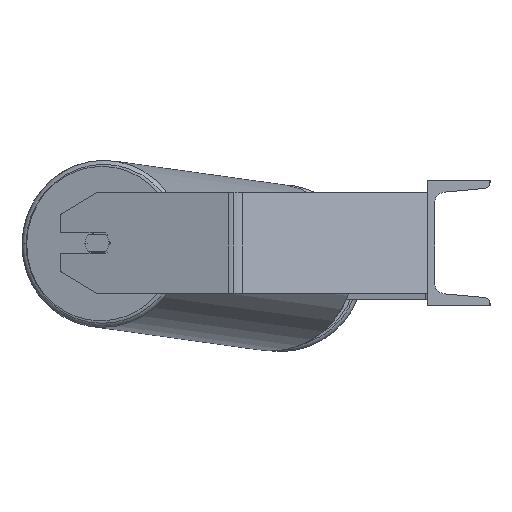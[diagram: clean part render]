
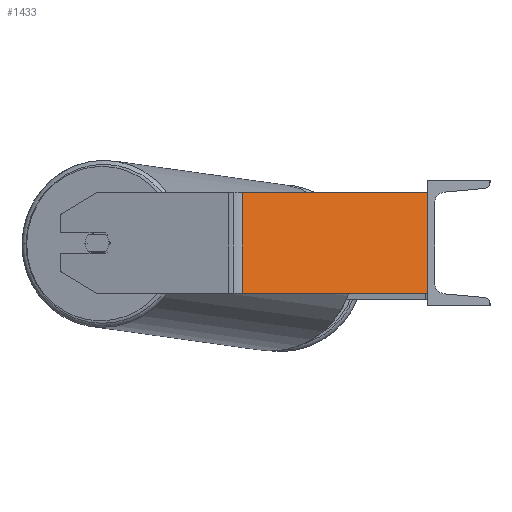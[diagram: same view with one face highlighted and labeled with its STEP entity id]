
A CAD part, left-side view. The second image highlights one B-rep face of the part: STEP entity #1433.
In plain terms, the highlighted planar face has unit normal (-0.906, -0.423, 0).
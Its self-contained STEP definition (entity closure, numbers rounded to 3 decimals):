
#134 = EDGE_LOOP ( 'NONE', ( #7692, #6380, #5448, #8797 ) ) ;
#152 = PLANE ( 'NONE',  #4267 ) ;
#281 = DIRECTION ( 'NONE',  ( 0.423, -0.906, 0. ) ) ;
#485 = EDGE_CURVE ( 'NONE', #7421, #6670, #1341, .T. ) ;
#998 = DIRECTION ( 'NONE',  ( 0., 0., -1. ) ) ;
#1052 = LINE ( 'NONE', #8896, #7525 ) ;
#1341 = LINE ( 'NONE', #6787, #2443 ) ;
#1433 = ADVANCED_FACE ( 'NONE', ( #3748 ), #152, .F. ) ;
#2443 = VECTOR ( 'NONE', #8994, 1000. ) ;
#2482 = DIRECTION ( 'NONE',  ( 0.423, -0.906, 0. ) ) ;
#2961 = DIRECTION ( 'NONE',  ( -0.423, 0.906, 0. ) ) ;
#3023 = CARTESIAN_POINT ( 'NONE',  ( -856.037, 152.339, 40. ) ) ;
#3044 = DIRECTION ( 'NONE',  ( 0.906, 0.423, 0. ) ) ;
#3088 = LINE ( 'NONE', #4563, #3438 ) ;
#3167 = LINE ( 'NONE', #3023, #5162 ) ;
#3250 = EDGE_CURVE ( 'NONE', #3266, #8111, #1052, .T. ) ;
#3266 = VERTEX_POINT ( 'NONE', #5954 ) ;
#3438 = VECTOR ( 'NONE', #281, 1000. ) ;
#3748 = FACE_OUTER_BOUND ( 'NONE', #134, .T. ) ;
#4267 = AXIS2_PLACEMENT_3D ( 'NONE', #6553, #3044, #2961 ) ;
#4563 = CARTESIAN_POINT ( 'NONE',  ( -856.037, 152.339, -40. ) ) ;
#4821 = EDGE_CURVE ( 'NONE', #6670, #8111, #3088, .T. ) ;
#5120 = CARTESIAN_POINT ( 'NONE',  ( -853.576, 147.061, 40. ) ) ;
#5162 = VECTOR ( 'NONE', #2482, 1000. ) ;
#5448 = ORIENTED_EDGE ( 'NONE', *, *, #7207, .F. ) ;
#5954 = CARTESIAN_POINT ( 'NONE',  ( -785., 0., 40. ) ) ;
#6380 = ORIENTED_EDGE ( 'NONE', *, *, #3250, .F. ) ;
#6553 = CARTESIAN_POINT ( 'NONE',  ( -856.037, 152.339, 40. ) ) ;
#6670 = VERTEX_POINT ( 'NONE', #6923 ) ;
#6787 = CARTESIAN_POINT ( 'NONE',  ( -853.576, 147.061, 40. ) ) ;
#6923 = CARTESIAN_POINT ( 'NONE',  ( -853.576, 147.061, -40. ) ) ;
#7207 = EDGE_CURVE ( 'NONE', #7421, #3266, #3167, .T. ) ;
#7421 = VERTEX_POINT ( 'NONE', #5120 ) ;
#7525 = VECTOR ( 'NONE', #998, 1000. ) ;
#7692 = ORIENTED_EDGE ( 'NONE', *, *, #4821, .T. ) ;
#8111 = VERTEX_POINT ( 'NONE', #8774 ) ;
#8774 = CARTESIAN_POINT ( 'NONE',  ( -785., 0., -40. ) ) ;
#8797 = ORIENTED_EDGE ( 'NONE', *, *, #485, .T. ) ;
#8896 = CARTESIAN_POINT ( 'NONE',  ( -785., 0., 40. ) ) ;
#8994 = DIRECTION ( 'NONE',  ( 0., 0., -1. ) ) ;
